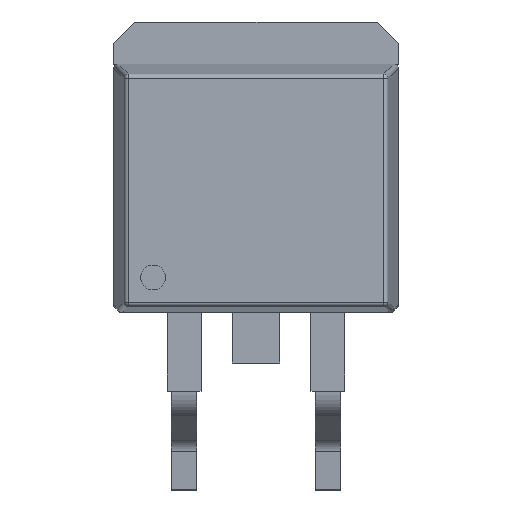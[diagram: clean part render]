
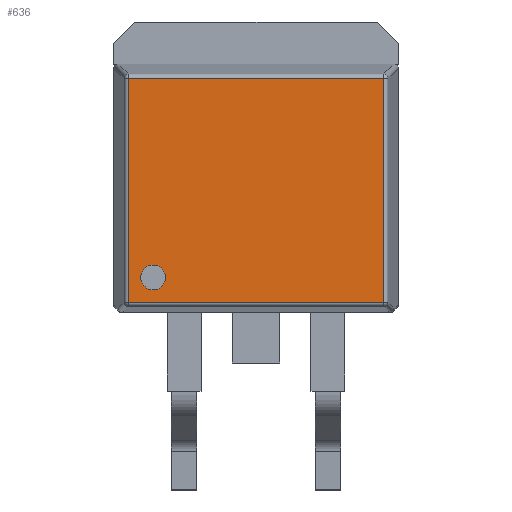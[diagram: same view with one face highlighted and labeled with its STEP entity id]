
A CAD part, top view. The second image highlights one B-rep face of the part: STEP entity #636.
In plain terms, the highlighted planar face has unit normal (0, 0, 1).
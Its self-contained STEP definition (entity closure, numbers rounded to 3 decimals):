
#454 = CARTESIAN_POINT ( 'NONE',  ( -3.649, -3.169, 2.4 ) ) ;
#466 = EDGE_CURVE ( 'NONE', #2284, #1428, #3674, .T. ) ;
#558 = DIRECTION ( 'NONE',  ( 1., 0., 0. ) ) ;
#582 = CARTESIAN_POINT ( 'NONE',  ( 4.529, 4.032, 2.4 ) ) ;
#636 = ADVANCED_FACE ( 'NONE', ( #1700, #3619 ), #2377, .T. ) ;
#714 = EDGE_CURVE ( 'NONE', #796, #4146, #3422, .T. ) ;
#769 = CARTESIAN_POINT ( 'NONE',  ( 0., 0., 2.4 ) ) ;
#796 = VERTEX_POINT ( 'NONE', #2521 ) ;
#914 = LINE ( 'NONE', #582, #2850 ) ;
#1070 = DIRECTION ( 'NONE',  ( -1., 0., 0. ) ) ;
#1279 = VECTOR ( 'NONE', #1070, 1000. ) ;
#1347 = CARTESIAN_POINT ( 'NONE',  ( -3.649, -3.169, 2.4 ) ) ;
#1428 = VERTEX_POINT ( 'NONE', #2186 ) ;
#1458 = CIRCLE ( 'NONE', #1929, 0.44 ) ;
#1511 = VERTEX_POINT ( 'NONE', #1608 ) ;
#1608 = CARTESIAN_POINT ( 'NONE',  ( -4.529, -4.049, 2.4 ) ) ;
#1623 = EDGE_CURVE ( 'NONE', #2314, #2284, #914, .T. ) ;
#1650 = EDGE_LOOP ( 'NONE', ( #2580, #3927, #3594, #3780 ) ) ;
#1700 = FACE_BOUND ( 'NONE', #1822, .T. ) ;
#1754 = CARTESIAN_POINT ( 'NONE',  ( 4.529, -4.049, 2.4 ) ) ;
#1804 = AXIS2_PLACEMENT_3D ( 'NONE', #769, #2982, #3354 ) ;
#1822 = EDGE_LOOP ( 'NONE', ( #2694, #2248 ) ) ;
#1902 = DIRECTION ( 'NONE',  ( 0., -1., 0. ) ) ;
#1929 = AXIS2_PLACEMENT_3D ( 'NONE', #1347, #1969, #3931 ) ;
#1969 = DIRECTION ( 'NONE',  ( 0., 0., 1. ) ) ;
#2186 = CARTESIAN_POINT ( 'NONE',  ( -4.529, 3.897, 2.4 ) ) ;
#2200 = DIRECTION ( 'NONE',  ( 0., 1., 0. ) ) ;
#2240 = EDGE_CURVE ( 'NONE', #1511, #2314, #2626, .T. ) ;
#2244 = DIRECTION ( 'NONE',  ( 0., 0., 1. ) ) ;
#2248 = ORIENTED_EDGE ( 'NONE', *, *, #714, .F. ) ;
#2284 = VERTEX_POINT ( 'NONE', #3900 ) ;
#2314 = VERTEX_POINT ( 'NONE', #1754 ) ;
#2357 = DIRECTION ( 'NONE',  ( 1., 0., 0. ) ) ;
#2377 = PLANE ( 'NONE',  #1804 ) ;
#2384 = LINE ( 'NONE', #3383, #3421 ) ;
#2521 = CARTESIAN_POINT ( 'NONE',  ( -4.089, -3.169, 2.4 ) ) ;
#2580 = ORIENTED_EDGE ( 'NONE', *, *, #3627, .T. ) ;
#2608 = AXIS2_PLACEMENT_3D ( 'NONE', #454, #2244, #558 ) ;
#2626 = LINE ( 'NONE', #3312, #3719 ) ;
#2694 = ORIENTED_EDGE ( 'NONE', *, *, #3200, .F. ) ;
#2850 = VECTOR ( 'NONE', #2200, 1000. ) ;
#2982 = DIRECTION ( 'NONE',  ( 0., 0., 1. ) ) ;
#3200 = EDGE_CURVE ( 'NONE', #4146, #796, #1458, .T. ) ;
#3312 = CARTESIAN_POINT ( 'NONE',  ( 4.664, -4.049, 2.4 ) ) ;
#3343 = CARTESIAN_POINT ( 'NONE',  ( -3.209, -3.169, 2.4 ) ) ;
#3354 = DIRECTION ( 'NONE',  ( 1., 0., 0. ) ) ;
#3383 = CARTESIAN_POINT ( 'NONE',  ( -4.529, -4.185, 2.4 ) ) ;
#3421 = VECTOR ( 'NONE', #1902, 1000. ) ;
#3422 = CIRCLE ( 'NONE', #2608, 0.44 ) ;
#3594 = ORIENTED_EDGE ( 'NONE', *, *, #1623, .T. ) ;
#3619 = FACE_OUTER_BOUND ( 'NONE', #1650, .T. ) ;
#3627 = EDGE_CURVE ( 'NONE', #1428, #1511, #2384, .T. ) ;
#3635 = CARTESIAN_POINT ( 'NONE',  ( -4.664, 3.897, 2.4 ) ) ;
#3674 = LINE ( 'NONE', #3635, #1279 ) ;
#3719 = VECTOR ( 'NONE', #2357, 1000. ) ;
#3780 = ORIENTED_EDGE ( 'NONE', *, *, #466, .T. ) ;
#3900 = CARTESIAN_POINT ( 'NONE',  ( 4.529, 3.897, 2.4 ) ) ;
#3927 = ORIENTED_EDGE ( 'NONE', *, *, #2240, .T. ) ;
#3931 = DIRECTION ( 'NONE',  ( 1., 0., 0. ) ) ;
#4146 = VERTEX_POINT ( 'NONE', #3343 ) ;
